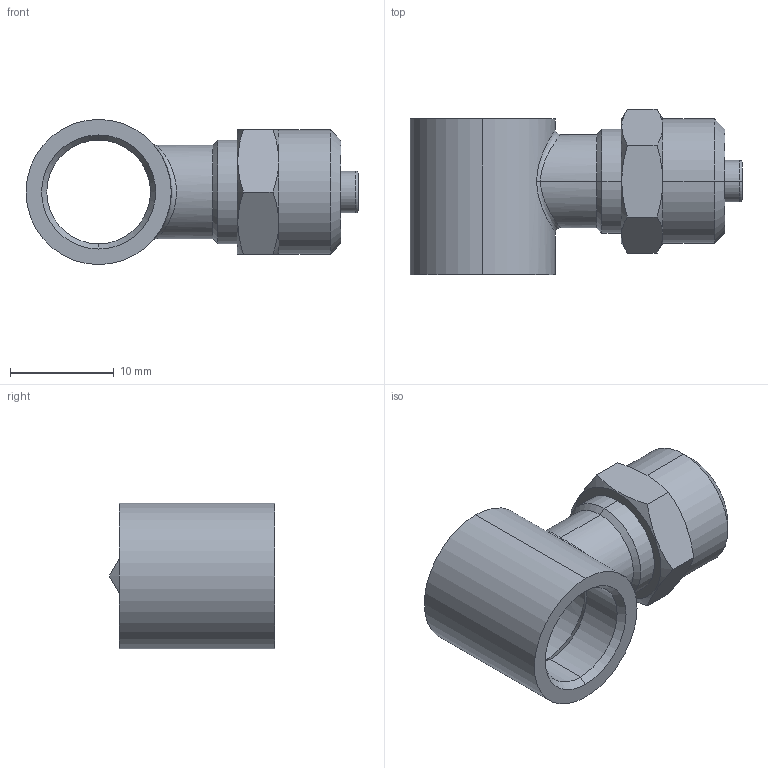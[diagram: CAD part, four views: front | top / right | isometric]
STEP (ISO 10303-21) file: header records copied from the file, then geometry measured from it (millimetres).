
FILE_DESCRIPTION (( 'STEP AP203' ), '1' );
FILE_NAME ('02130031.STEP', '2011-09-30T07:22:40', ( '' ), ( 'sopra-pneumatic' ), 'SwSTEP 2.0', 'SolidWorks 2011', '' );
FILE_SCHEMA (( 'CONFIG_CONTROL_DESIGN' ));
Length unit declared in the file: millimetre
Products named in the file (1): 02130031
Bounding box: 32 x 15.93 x 14 mm (x, y, z)
Volume: 2487.4 mm3; surface area: 2214.5 mm2
Topology: 1 solids, 1 shells, 62 faces, 134 edges, 78 vertices
Faces by surface type: cone 26, cylinder 20, plane 12, bspline 2, torus 2
Entity records: 2261 total; most frequent: CARTESIAN_POINT 849, DIRECTION 288, ORIENTED_EDGE 268, EDGE_CURVE 134, AXIS2_PLACEMENT_3D 121, VERTEX_POINT 78, EDGE_LOOP 70, FACE_OUTER_BOUND 62
